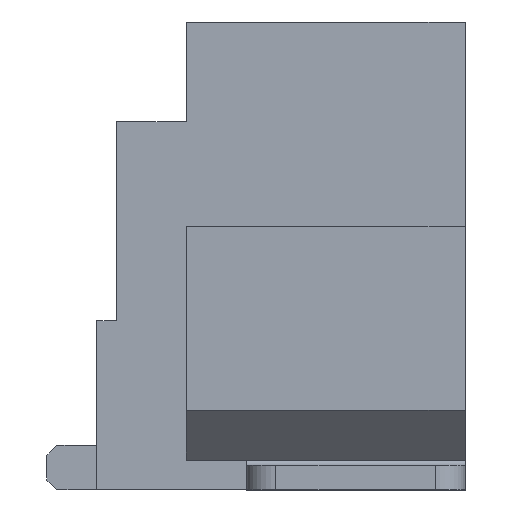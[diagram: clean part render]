
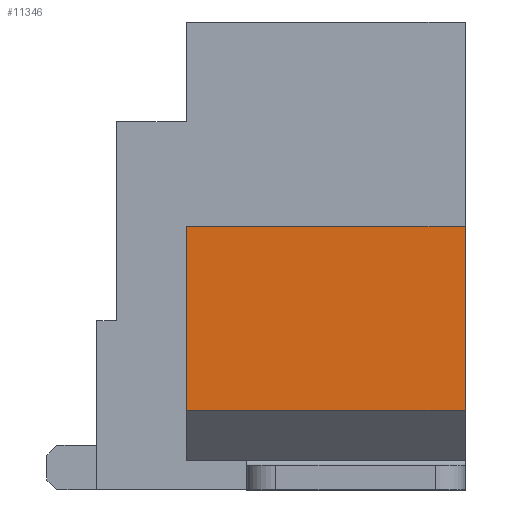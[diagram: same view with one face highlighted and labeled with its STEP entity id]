
A CAD part, left-side view. The second image highlights one B-rep face of the part: STEP entity #11346.
In plain terms, the highlighted planar face has unit normal (-1, 0, 0).
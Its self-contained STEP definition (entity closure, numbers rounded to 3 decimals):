
#44 = PLANE('',#45);
#45 = AXIS2_PLACEMENT_3D('',#46,#47,#48);
#46 = CARTESIAN_POINT('',(-9.625,-2.475,0.));
#47 = DIRECTION('',(0.,1.,0.));
#48 = DIRECTION('',(0.,0.,1.));
#454 = VERTEX_POINT('',#455);
#455 = CARTESIAN_POINT('',(-11.375,-2.475,0.8));
#469 = PLANE('',#470);
#470 = AXIS2_PLACEMENT_3D('',#471,#472,#473);
#471 = CARTESIAN_POINT('',(-10.875,-2.475,0.3));
#472 = DIRECTION('',(0.707,0.,0.707));
#473 = DIRECTION('',(-0.707,0.,0.707));
#481 = EDGE_CURVE('',#454,#482,#484,.T.);
#482 = VERTEX_POINT('',#483);
#483 = CARTESIAN_POINT('',(-11.375,-2.475,2.65));
#484 = SURFACE_CURVE('',#485,(#489,#496),.PCURVE_S1.);
#485 = LINE('',#486,#487);
#486 = CARTESIAN_POINT('',(-11.375,-2.475,0.8));
#487 = VECTOR('',#488,1.);
#488 = DIRECTION('',(0.,0.,1.));
#489 = PCURVE('',#44,#490);
#490 = DEFINITIONAL_REPRESENTATION('',(#491),#495);
#491 = LINE('',#492,#493);
#492 = CARTESIAN_POINT('',(0.8,-1.75));
#493 = VECTOR('',#494,1.);
#494 = DIRECTION('',(1.,0.));
#495 = ( GEOMETRIC_REPRESENTATION_CONTEXT(2)
PARAMETRIC_REPRESENTATION_CONTEXT() REPRESENTATION_CONTEXT('2D SPACE',''
) );
#496 = PCURVE('',#497,#502);
#497 = PLANE('',#498);
#498 = AXIS2_PLACEMENT_3D('',#499,#500,#501);
#499 = CARTESIAN_POINT('',(-11.375,-2.475,0.8));
#500 = DIRECTION('',(1.,0.,0.));
#501 = DIRECTION('',(0.,0.,1.));
#502 = DEFINITIONAL_REPRESENTATION('',(#503),#507);
#503 = LINE('',#504,#505);
#504 = CARTESIAN_POINT('',(0.,0.));
#505 = VECTOR('',#506,1.);
#506 = DIRECTION('',(1.,0.));
#507 = ( GEOMETRIC_REPRESENTATION_CONTEXT(2)
PARAMETRIC_REPRESENTATION_CONTEXT() REPRESENTATION_CONTEXT('2D SPACE',''
) );
#525 = PLANE('',#526);
#526 = AXIS2_PLACEMENT_3D('',#527,#528,#529);
#527 = CARTESIAN_POINT('',(-11.375,-2.475,2.65));
#528 = DIRECTION('',(0.,0.,-1.));
#529 = DIRECTION('',(1.,0.,0.));
#4784 = PLANE('',#4785);
#4785 = AXIS2_PLACEMENT_3D('',#4786,#4787,#4788);
#4786 = CARTESIAN_POINT('',(-9.625,0.325,0.3));
#4787 = DIRECTION('',(0.,-1.,0.));
#4788 = DIRECTION('',(0.,0.,-1.));
#11301 = EDGE_CURVE('',#482,#11302,#11304,.T.);
#11302 = VERTEX_POINT('',#11303);
#11303 = CARTESIAN_POINT('',(-11.375,0.325,2.65));
#11304 = SURFACE_CURVE('',#11305,(#11309,#11316),.PCURVE_S1.);
#11305 = LINE('',#11306,#11307);
#11306 = CARTESIAN_POINT('',(-11.375,-2.475,2.65));
#11307 = VECTOR('',#11308,1.);
#11308 = DIRECTION('',(0.,1.,0.));
#11309 = PCURVE('',#525,#11310);
#11310 = DEFINITIONAL_REPRESENTATION('',(#11311),#11315);
#11311 = LINE('',#11312,#11313);
#11312 = CARTESIAN_POINT('',(0.,0.));
#11313 = VECTOR('',#11314,1.);
#11314 = DIRECTION('',(0.,-1.));
#11315 = ( GEOMETRIC_REPRESENTATION_CONTEXT(2)
PARAMETRIC_REPRESENTATION_CONTEXT() REPRESENTATION_CONTEXT('2D SPACE',''
) );
#11316 = PCURVE('',#497,#11317);
#11317 = DEFINITIONAL_REPRESENTATION('',(#11318),#11322);
#11318 = LINE('',#11319,#11320);
#11319 = CARTESIAN_POINT('',(1.85,0.));
#11320 = VECTOR('',#11321,1.);
#11321 = DIRECTION('',(0.,-1.));
#11322 = ( GEOMETRIC_REPRESENTATION_CONTEXT(2)
PARAMETRIC_REPRESENTATION_CONTEXT() REPRESENTATION_CONTEXT('2D SPACE',''
) );
#11346 = ADVANCED_FACE('',(#11347),#497,.F.);
#11347 = FACE_BOUND('',#11348,.F.);
#11348 = EDGE_LOOP('',(#11349,#11372,#11393,#11394));
#11349 = ORIENTED_EDGE('',*,*,#11350,.T.);
#11350 = EDGE_CURVE('',#454,#11351,#11353,.T.);
#11351 = VERTEX_POINT('',#11352);
#11352 = CARTESIAN_POINT('',(-11.375,0.325,0.8));
#11353 = SURFACE_CURVE('',#11354,(#11358,#11365),.PCURVE_S1.);
#11354 = LINE('',#11355,#11356);
#11355 = CARTESIAN_POINT('',(-11.375,-2.475,0.8));
#11356 = VECTOR('',#11357,1.);
#11357 = DIRECTION('',(0.,1.,0.));
#11358 = PCURVE('',#497,#11359);
#11359 = DEFINITIONAL_REPRESENTATION('',(#11360),#11364);
#11360 = LINE('',#11361,#11362);
#11361 = CARTESIAN_POINT('',(0.,0.));
#11362 = VECTOR('',#11363,1.);
#11363 = DIRECTION('',(0.,-1.));
#11364 = ( GEOMETRIC_REPRESENTATION_CONTEXT(2)
PARAMETRIC_REPRESENTATION_CONTEXT() REPRESENTATION_CONTEXT('2D SPACE',''
) );
#11365 = PCURVE('',#469,#11366);
#11366 = DEFINITIONAL_REPRESENTATION('',(#11367),#11371);
#11367 = LINE('',#11368,#11369);
#11368 = CARTESIAN_POINT('',(0.707,0.));
#11369 = VECTOR('',#11370,1.);
#11370 = DIRECTION('',(0.,-1.));
#11371 = ( GEOMETRIC_REPRESENTATION_CONTEXT(2)
PARAMETRIC_REPRESENTATION_CONTEXT() REPRESENTATION_CONTEXT('2D SPACE',''
) );
#11372 = ORIENTED_EDGE('',*,*,#11373,.T.);
#11373 = EDGE_CURVE('',#11351,#11302,#11374,.T.);
#11374 = SURFACE_CURVE('',#11375,(#11379,#11386),.PCURVE_S1.);
#11375 = LINE('',#11376,#11377);
#11376 = CARTESIAN_POINT('',(-11.375,0.325,0.8));
#11377 = VECTOR('',#11378,1.);
#11378 = DIRECTION('',(0.,0.,1.));
#11379 = PCURVE('',#497,#11380);
#11380 = DEFINITIONAL_REPRESENTATION('',(#11381),#11385);
#11381 = LINE('',#11382,#11383);
#11382 = CARTESIAN_POINT('',(0.,-2.8));
#11383 = VECTOR('',#11384,1.);
#11384 = DIRECTION('',(1.,0.));
#11385 = ( GEOMETRIC_REPRESENTATION_CONTEXT(2)
PARAMETRIC_REPRESENTATION_CONTEXT() REPRESENTATION_CONTEXT('2D SPACE',''
) );
#11386 = PCURVE('',#4784,#11387);
#11387 = DEFINITIONAL_REPRESENTATION('',(#11388),#11392);
#11388 = LINE('',#11389,#11390);
#11389 = CARTESIAN_POINT('',(-0.5,-1.75));
#11390 = VECTOR('',#11391,1.);
#11391 = DIRECTION('',(-1.,0.));
#11392 = ( GEOMETRIC_REPRESENTATION_CONTEXT(2)
PARAMETRIC_REPRESENTATION_CONTEXT() REPRESENTATION_CONTEXT('2D SPACE',''
) );
#11393 = ORIENTED_EDGE('',*,*,#11301,.F.);
#11394 = ORIENTED_EDGE('',*,*,#481,.F.);
